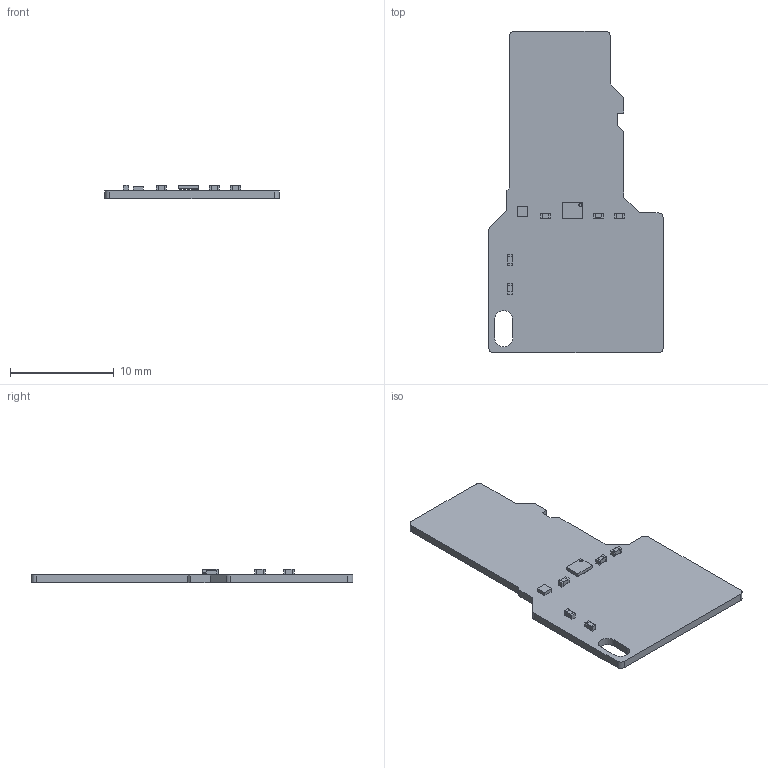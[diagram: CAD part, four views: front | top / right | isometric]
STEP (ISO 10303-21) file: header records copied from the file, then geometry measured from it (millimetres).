
FILE_DESCRIPTION(('KiCad electronic assembly'),'2;1');
FILE_NAME('emmc_key.step','2021-07-05T10:57:49',('An Author'),( 'A Company'),'Open CASCADE STEP processor 6.9', 'KiCad to STEP converter','Unknown');
FILE_SCHEMA(('AUTOMOTIVE_DESIGN { 1 0 10303 214 1 1 1 1 }'));
Length unit declared in the file: millimetre
Products named in the file (8): Open CASCADE STEP translator 6.9 1; DFN4; SOLID; C_0402_1005Metric; TXS0206; COMPOUND
Assembly tree (11 placements, depth 3):
  Open CASCADE STEP translator 6.9 1
    DFN4
      SOLID
    C_0402_1005Metric  x5
      SOLID
    TXS0206
      COMPOUND
    COMPOUND
Bounding box: 16.8 x 31 x 1.3 mm (x, y, z)
Volume: 306.9 mm3; surface area: 915.3 mm2
Topology: 29 solids, 29 shells, 284 faces, 734 edges, 500 vertices
Faces by surface type: plane 171, cylinder 73, sphere 40
Entity records: 12494 total; most frequent: CARTESIAN_POINT 3012, DIRECTION 1699, LINE 958, VECTOR 958, ORIENTED_EDGE 852, PCURVE 852, DEFINITIONAL_REPRESENTATION 852, EDGE_CURVE 426
